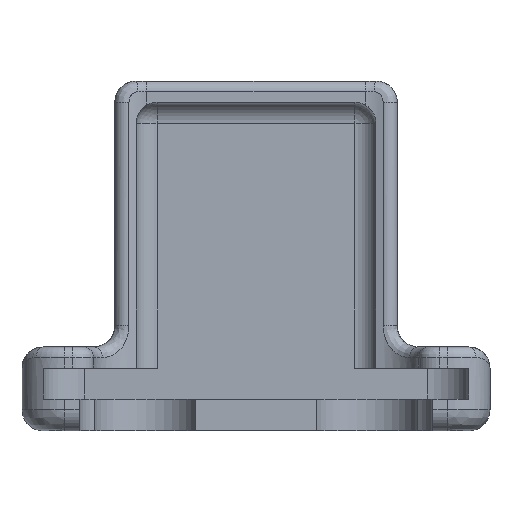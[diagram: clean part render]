
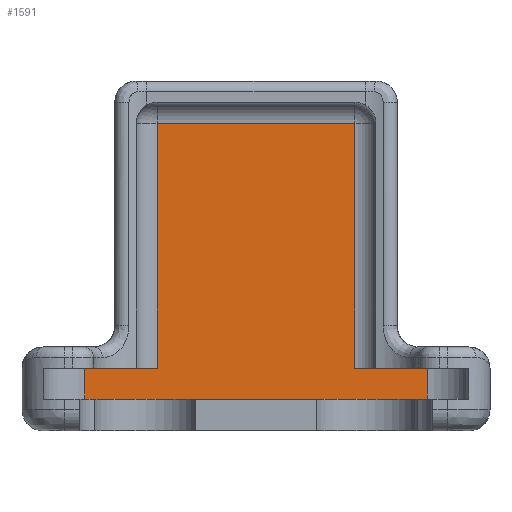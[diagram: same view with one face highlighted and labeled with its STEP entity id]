
A CAD part, front view. The second image highlights one B-rep face of the part: STEP entity #1591.
In plain terms, the highlighted planar face has unit normal (0, -1, 0).
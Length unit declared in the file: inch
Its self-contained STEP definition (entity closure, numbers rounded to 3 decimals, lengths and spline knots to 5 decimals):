
#83=PLANE('',#1780);
#178=FACE_OUTER_BOUND('',#274,.T.);
#274=EDGE_LOOP('',(#1439,#1440,#1441,#1442,#1443,#1444,#1445,#1446));
#453=LINE('',#2969,#567);
#487=LINE('',#3138,#601);
#489=LINE('',#3143,#603);
#490=LINE('',#3149,#604);
#491=LINE('',#3153,#605);
#492=LINE('',#3158,#606);
#493=LINE('',#3167,#607);
#494=LINE('',#3169,#608);
#567=VECTOR('',#2076,0.3937);
#601=VECTOR('',#2218,0.3937);
#603=VECTOR('',#2226,0.3937);
#604=VECTOR('',#2233,0.3937);
#605=VECTOR('',#2238,0.3937);
#606=VECTOR('',#2247,0.3937);
#607=VECTOR('',#2262,0.3937);
#608=VECTOR('',#2265,0.3937);
#718=VERTEX_POINT('',#2966);
#719=VERTEX_POINT('',#2968);
#745=VERTEX_POINT('',#3135);
#746=VERTEX_POINT('',#3137);
#747=VERTEX_POINT('',#3145);
#748=VERTEX_POINT('',#3147);
#749=VERTEX_POINT('',#3152);
#750=VERTEX_POINT('',#3165);
#907=EDGE_CURVE('',#718,#719,#453,.T.);
#968=EDGE_CURVE('',#746,#745,#487,.F.);
#971=EDGE_CURVE('',#719,#745,#489,.T.);
#974=EDGE_CURVE('',#748,#747,#490,.T.);
#976=EDGE_CURVE('',#747,#749,#491,.T.);
#979=EDGE_CURVE('',#749,#718,#492,.T.);
#983=EDGE_CURVE('',#746,#750,#493,.T.);
#984=EDGE_CURVE('',#750,#748,#494,.T.);
#1439=ORIENTED_EDGE('',*,*,#907,.F.);
#1440=ORIENTED_EDGE('',*,*,#979,.F.);
#1441=ORIENTED_EDGE('',*,*,#976,.F.);
#1442=ORIENTED_EDGE('',*,*,#974,.F.);
#1443=ORIENTED_EDGE('',*,*,#984,.F.);
#1444=ORIENTED_EDGE('',*,*,#983,.F.);
#1445=ORIENTED_EDGE('',*,*,#968,.T.);
#1446=ORIENTED_EDGE('',*,*,#971,.F.);
#1591=ADVANCED_FACE('',(#178),#83,.F.);
#1780=AXIS2_PLACEMENT_3D('',#3170,#2266,#2267);
#2076=DIRECTION('',(1.,0.,0.));
#2218=DIRECTION('',(-1.,0.,0.));
#2226=DIRECTION('',(0.,0.,-1.));
#2233=DIRECTION('',(0.,0.,1.));
#2238=DIRECTION('',(1.,0.,0.));
#2247=DIRECTION('',(0.,0.,-1.));
#2262=DIRECTION('',(0.,0.,1.));
#2265=DIRECTION('',(1.,0.,0.));
#2266=DIRECTION('center_axis',(0.,1.,0.));
#2267=DIRECTION('ref_axis',(-1.,0.,0.));
#2966=CARTESIAN_POINT('',(0.725,0.0095,0.07299));
#2968=CARTESIAN_POINT('',(0.89583,0.0095,0.07299));
#2969=CARTESIAN_POINT('',(0.79355,0.0095,0.07299));
#3135=CARTESIAN_POINT('',(0.89583,0.0095,0.));
#3137=CARTESIAN_POINT('',(0.08843,0.0095,0.));
#3138=CARTESIAN_POINT('',(0.61024,0.0095,0.));
#3143=CARTESIAN_POINT('',(0.89583,0.0095,0.16025));
#3145=CARTESIAN_POINT('',(0.25925,0.0095,0.64984));
#3147=CARTESIAN_POINT('',(0.25925,0.0095,0.07299));
#3149=CARTESIAN_POINT('',(0.25925,0.0095,0.19175));
#3152=CARTESIAN_POINT('',(0.725,0.0095,0.64984));
#3153=CARTESIAN_POINT('',(0.7185,0.0095,0.64984));
#3158=CARTESIAN_POINT('',(0.725,0.0095,0.38547));
#3165=CARTESIAN_POINT('',(0.08843,0.0095,0.07299));
#3167=CARTESIAN_POINT('',(0.08843,0.0095,0.16025));
#3169=CARTESIAN_POINT('',(0.79355,0.0095,0.07299));
#3170=CARTESIAN_POINT('Origin',(0.72835,0.0095,0.32051));
